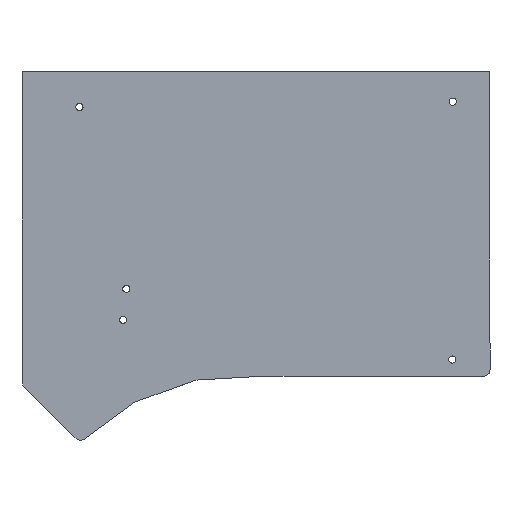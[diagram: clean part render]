
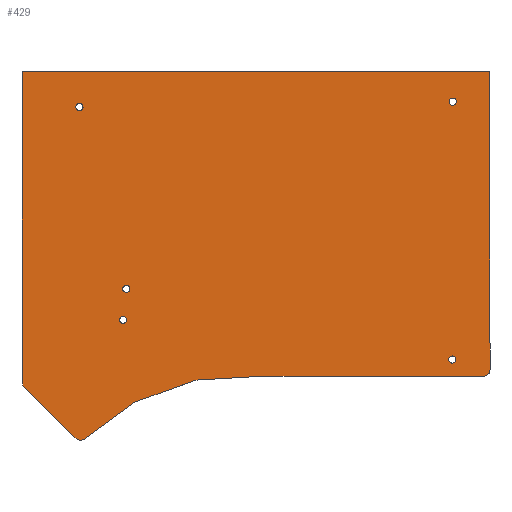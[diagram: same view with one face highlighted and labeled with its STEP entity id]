
A CAD part, top view. The second image highlights one B-rep face of the part: STEP entity #429.
In plain terms, the highlighted planar face has unit normal (0, 0, 1).
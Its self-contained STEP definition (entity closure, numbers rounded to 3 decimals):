
#32=CARTESIAN_POINT('',(183.274,-76.407,-4.98));
#33=VERTEX_POINT('',#32);
#42=CARTESIAN_POINT('',(181.274,-76.407,-4.98));
#43=VERTEX_POINT('',#42);
#44=CARTESIAN_POINT('',(182.274,-76.407,-4.98));
#45=DIRECTION('',(0.,-0.,1.));
#46=DIRECTION('',(-1.,0.,0.));
#47=AXIS2_PLACEMENT_3D('',#44,#45,#46);
#48=CIRCLE('',#47,1.);
#49=EDGE_CURVE('',#33,#43,#48,.T.);
#51=CARTESIAN_POINT('',(182.274,-76.407,-4.98));
#52=DIRECTION('',(0.,-0.,1.));
#53=DIRECTION('',(-1.,0.,0.));
#54=AXIS2_PLACEMENT_3D('',#51,#52,#53);
#55=CIRCLE('',#54,1.);
#56=EDGE_CURVE('',#43,#33,#55,.T.);
#83=CARTESIAN_POINT('',(171.172,-17.5,-4.98));
#84=VERTEX_POINT('',#83);
#93=CARTESIAN_POINT('',(169.172,-17.5,-4.98));
#94=VERTEX_POINT('',#93);
#95=CARTESIAN_POINT('',(170.172,-17.5,-4.98));
#96=DIRECTION('',(-0.,0.,-1.));
#97=DIRECTION('',(-1.,0.,0.));
#98=AXIS2_PLACEMENT_3D('',#95,#96,#97);
#99=CIRCLE('',#98,1.);
#100=EDGE_CURVE('',#94,#84,#99,.T.);
#102=CARTESIAN_POINT('',(170.172,-17.5,-4.98));
#103=DIRECTION('',(-0.,0.,-1.));
#104=DIRECTION('',(-1.,0.,0.));
#105=AXIS2_PLACEMENT_3D('',#102,#103,#104);
#106=CIRCLE('',#105,1.);
#107=EDGE_CURVE('',#84,#94,#106,.T.);
#125=CARTESIAN_POINT('',(274.393,-87.402,-4.98));
#126=VERTEX_POINT('',#125);
#135=CARTESIAN_POINT('',(272.393,-87.402,-4.98));
#136=VERTEX_POINT('',#135);
#137=CARTESIAN_POINT('',(273.393,-87.402,-4.98));
#138=DIRECTION('',(-0.,0.,-1.));
#139=DIRECTION('',(-1.,0.,0.));
#140=AXIS2_PLACEMENT_3D('',#137,#138,#139);
#141=CIRCLE('',#140,1.);
#142=EDGE_CURVE('',#136,#126,#141,.T.);
#144=CARTESIAN_POINT('',(273.393,-87.402,-4.98));
#145=DIRECTION('',(-0.,0.,-1.));
#146=DIRECTION('',(-1.,0.,0.));
#147=AXIS2_PLACEMENT_3D('',#144,#145,#146);
#148=CIRCLE('',#147,1.);
#149=EDGE_CURVE('',#126,#136,#148,.T.);
#176=CARTESIAN_POINT('',(274.5,-16.,-4.98));
#177=VERTEX_POINT('',#176);
#186=CARTESIAN_POINT('',(272.5,-16.,-4.98));
#187=VERTEX_POINT('',#186);
#188=CARTESIAN_POINT('',(273.5,-16.,-4.98));
#189=DIRECTION('',(-0.,0.,-1.));
#190=DIRECTION('',(-1.,0.,0.));
#191=AXIS2_PLACEMENT_3D('',#188,#189,#190);
#192=CIRCLE('',#191,1.);
#193=EDGE_CURVE('',#187,#177,#192,.T.);
#195=CARTESIAN_POINT('',(273.5,-16.,-4.98));
#196=DIRECTION('',(-0.,0.,-1.));
#197=DIRECTION('',(-1.,0.,0.));
#198=AXIS2_PLACEMENT_3D('',#195,#196,#197);
#199=CIRCLE('',#198,1.);
#200=EDGE_CURVE('',#177,#187,#199,.T.);
#213=CARTESIAN_POINT('',(0.,0.,-4.98));
#214=DIRECTION('',(-0.,0.,-1.));
#215=DIRECTION('',(-1.,0.,0.));
#216=AXIS2_PLACEMENT_3D('',#213,#214,#215);
#217=PLANE('',#216);
#218=CARTESIAN_POINT('',(184.154,-67.817,-4.98));
#219=VERTEX_POINT('',#218);
#220=CARTESIAN_POINT('',(182.154,-67.817,-4.98));
#221=VERTEX_POINT('',#220);
#222=CARTESIAN_POINT('',(183.154,-67.817,-4.98));
#223=DIRECTION('',(0.,-0.,1.));
#224=DIRECTION('',(-1.,0.,0.));
#225=AXIS2_PLACEMENT_3D('',#222,#223,#224);
#226=CIRCLE('',#225,1.);
#227=EDGE_CURVE('',#219,#221,#226,.T.);
#228=ORIENTED_EDGE('',*,*,#227,.F.);
#229=CARTESIAN_POINT('',(183.154,-67.817,-4.98));
#230=DIRECTION('',(0.,-0.,1.));
#231=DIRECTION('',(-1.,0.,0.));
#232=AXIS2_PLACEMENT_3D('',#229,#230,#231);
#233=CIRCLE('',#232,1.);
#234=EDGE_CURVE('',#221,#219,#233,.T.);
#235=ORIENTED_EDGE('',*,*,#234,.F.);
#236=EDGE_LOOP('',(#228,#235));
#237=FACE_BOUND('',#236,.T.);
#238=ORIENTED_EDGE('',*,*,#49,.F.);
#239=ORIENTED_EDGE('',*,*,#56,.F.);
#240=EDGE_LOOP('',(#238,#239));
#241=FACE_BOUND('',#240,.T.);
#242=ORIENTED_EDGE('',*,*,#193,.T.);
#243=ORIENTED_EDGE('',*,*,#200,.T.);
#244=EDGE_LOOP('',(#242,#243));
#245=FACE_BOUND('',#244,.T.);
#246=ORIENTED_EDGE('',*,*,#100,.T.);
#247=ORIENTED_EDGE('',*,*,#107,.T.);
#248=EDGE_LOOP('',(#246,#247));
#249=FACE_BOUND('',#248,.T.);
#250=ORIENTED_EDGE('',*,*,#142,.T.);
#251=ORIENTED_EDGE('',*,*,#149,.T.);
#252=EDGE_LOOP('',(#250,#251));
#253=FACE_BOUND('',#252,.T.);
#254=CARTESIAN_POINT('',(283.82,-8.016,-4.98));
#255=VERTEX_POINT('',#254);
#256=CARTESIAN_POINT('',(283.82,-80.071,-4.98));
#257=VERTEX_POINT('',#256);
#258=CARTESIAN_POINT('',(283.82,-8.016,-4.98));
#259=DIRECTION('',(0.,-1.,0.));
#260=VECTOR('',#259,72.055);
#261=LINE('',#258,#260);
#262=EDGE_CURVE('',#255,#257,#261,.T.);
#263=ORIENTED_EDGE('',*,*,#262,.F.);
#264=CARTESIAN_POINT('',(283.52,-7.716,-4.98));
#265=VERTEX_POINT('',#264);
#266=CARTESIAN_POINT('',(283.52,-8.016,-4.98));
#267=DIRECTION('',(-0.,0.,-1.));
#268=DIRECTION('',(-1.,0.,0.));
#269=AXIS2_PLACEMENT_3D('',#266,#267,#268);
#270=CIRCLE('',#269,0.3);
#271=EDGE_CURVE('',#265,#255,#270,.T.);
#272=ORIENTED_EDGE('',*,*,#271,.F.);
#273=CARTESIAN_POINT('',(154.572,-7.716,-4.98));
#274=VERTEX_POINT('',#273);
#275=CARTESIAN_POINT('',(154.572,-7.716,-4.98));
#276=DIRECTION('',(1.,0.,-0.));
#277=VECTOR('',#276,128.948);
#278=LINE('',#275,#277);
#279=EDGE_CURVE('',#274,#265,#278,.T.);
#280=ORIENTED_EDGE('',*,*,#279,.F.);
#281=CARTESIAN_POINT('',(154.272,-8.016,-4.98));
#282=VERTEX_POINT('',#281);
#283=CARTESIAN_POINT('',(154.572,-8.016,-4.98));
#284=DIRECTION('',(-0.,0.,-1.));
#285=DIRECTION('',(-1.,0.,0.));
#286=AXIS2_PLACEMENT_3D('',#283,#284,#285);
#287=CIRCLE('',#286,0.3);
#288=EDGE_CURVE('',#282,#274,#287,.T.);
#289=ORIENTED_EDGE('',*,*,#288,.F.);
#290=CARTESIAN_POINT('',(154.272,-93.4,-4.98));
#291=VERTEX_POINT('',#290);
#292=CARTESIAN_POINT('',(154.272,-93.4,-4.98));
#293=DIRECTION('',(0.,1.,0.));
#294=VECTOR('',#293,85.384);
#295=LINE('',#292,#294);
#296=EDGE_CURVE('',#291,#282,#295,.T.);
#297=ORIENTED_EDGE('',*,*,#296,.F.);
#298=CARTESIAN_POINT('',(154.963,-95.063,-4.98));
#299=VERTEX_POINT('',#298);
#300=CARTESIAN_POINT('',(156.616,-93.4,-4.98));
#301=DIRECTION('',(-0.,0.,-1.));
#302=DIRECTION('',(-1.,0.,0.));
#303=AXIS2_PLACEMENT_3D('',#300,#301,#302);
#304=CIRCLE('',#303,2.345);
#305=EDGE_CURVE('',#299,#291,#304,.T.);
#306=ORIENTED_EDGE('',*,*,#305,.F.);
#307=CARTESIAN_POINT('',(168.858,-108.878,-4.98));
#308=VERTEX_POINT('',#307);
#309=CARTESIAN_POINT('',(168.858,-108.878,-4.98));
#310=DIRECTION('',(-0.709,0.705,0.));
#311=VECTOR('',#310,19.594);
#312=LINE('',#309,#311);
#313=EDGE_CURVE('',#308,#299,#312,.T.);
#314=ORIENTED_EDGE('',*,*,#313,.F.);
#315=CARTESIAN_POINT('',(169.379,-109.378,-4.98));
#316=VERTEX_POINT('',#315);
#317=CARTESIAN_POINT('',(169.379,-109.378,-4.98));
#318=DIRECTION('',(-0.721,0.693,0.));
#319=VECTOR('',#318,0.722);
#320=LINE('',#317,#319);
#321=EDGE_CURVE('',#316,#308,#320,.T.);
#322=ORIENTED_EDGE('',*,*,#321,.F.);
#323=CARTESIAN_POINT('',(171.031,-109.642,-4.98));
#324=VERTEX_POINT('',#323);
#325=CARTESIAN_POINT('',(170.443,-108.018,-4.98));
#326=DIRECTION('',(-0.,0.,-1.));
#327=DIRECTION('',(-1.,0.,0.));
#328=AXIS2_PLACEMENT_3D('',#325,#326,#327);
#329=CIRCLE('',#328,1.727);
#330=EDGE_CURVE('',#324,#316,#329,.T.);
#331=ORIENTED_EDGE('',*,*,#330,.F.);
#332=CARTESIAN_POINT('',(171.233,-109.553,-4.98));
#333=VERTEX_POINT('',#332);
#334=CARTESIAN_POINT('',(171.233,-109.553,-4.98));
#335=DIRECTION('',(-0.915,-0.402,0.));
#336=VECTOR('',#335,0.22);
#337=LINE('',#334,#336);
#338=EDGE_CURVE('',#333,#324,#337,.T.);
#339=ORIENTED_EDGE('',*,*,#338,.F.);
#340=CARTESIAN_POINT('',(171.479,-109.4,-4.98));
#341=VERTEX_POINT('',#340);
#342=CARTESIAN_POINT('',(171.479,-109.4,-4.98));
#343=DIRECTION('',(-0.849,-0.529,0.));
#344=VECTOR('',#343,0.291);
#345=LINE('',#342,#344);
#346=EDGE_CURVE('',#341,#333,#345,.T.);
#347=ORIENTED_EDGE('',*,*,#346,.F.);
#348=CARTESIAN_POINT('',(185.5,-99.195,-4.98));
#349=VERTEX_POINT('',#348);
#350=CARTESIAN_POINT('',(185.5,-99.195,-4.98));
#351=DIRECTION('',(-0.809,-0.588,0.));
#352=VECTOR('',#351,17.341);
#353=LINE('',#350,#352);
#354=EDGE_CURVE('',#349,#341,#353,.T.);
#355=ORIENTED_EDGE('',*,*,#354,.F.);
#356=CARTESIAN_POINT('',(201.701,-93.327,-4.98));
#357=VERTEX_POINT('',#356);
#358=CARTESIAN_POINT('',(201.701,-93.327,-4.98));
#359=DIRECTION('',(-0.94,-0.341,0.));
#360=VECTOR('',#359,17.231);
#361=LINE('',#358,#360);
#362=EDGE_CURVE('',#357,#349,#361,.T.);
#363=ORIENTED_EDGE('',*,*,#362,.F.);
#364=CARTESIAN_POINT('',(202.046,-93.202,-4.98));
#365=VERTEX_POINT('',#364);
#366=CARTESIAN_POINT('',(202.046,-93.202,-4.98));
#367=DIRECTION('',(-0.941,-0.34,0.));
#368=VECTOR('',#367,0.367);
#369=LINE('',#366,#368);
#370=EDGE_CURVE('',#365,#357,#369,.T.);
#371=ORIENTED_EDGE('',*,*,#370,.F.);
#372=CARTESIAN_POINT('',(202.4,-93.114,-4.98));
#373=VERTEX_POINT('',#372);
#374=CARTESIAN_POINT('',(202.4,-93.114,-4.98));
#375=DIRECTION('',(-0.97,-0.242,0.));
#376=VECTOR('',#375,0.365);
#377=LINE('',#374,#376);
#378=EDGE_CURVE('',#373,#365,#377,.T.);
#379=ORIENTED_EDGE('',*,*,#378,.F.);
#380=CARTESIAN_POINT('',(202.762,-93.062,-4.98));
#381=VERTEX_POINT('',#380);
#382=CARTESIAN_POINT('',(202.762,-93.062,-4.98));
#383=DIRECTION('',(-0.99,-0.142,0.));
#384=VECTOR('',#383,0.365);
#385=LINE('',#382,#384);
#386=EDGE_CURVE('',#381,#373,#385,.T.);
#387=ORIENTED_EDGE('',*,*,#386,.F.);
#388=CARTESIAN_POINT('',(220.145,-92.05,-4.98));
#389=VERTEX_POINT('',#388);
#390=CARTESIAN_POINT('',(220.145,-92.05,-4.98));
#391=DIRECTION('',(-0.998,-0.058,0.));
#392=VECTOR('',#391,17.413);
#393=LINE('',#390,#392);
#394=EDGE_CURVE('',#389,#381,#393,.T.);
#395=ORIENTED_EDGE('',*,*,#394,.F.);
#396=CARTESIAN_POINT('',(281.961,-92.05,-4.98));
#397=VERTEX_POINT('',#396);
#398=CARTESIAN_POINT('',(281.961,-92.05,-4.98));
#399=DIRECTION('',(-1.,0.,0.));
#400=VECTOR('',#399,61.816);
#401=LINE('',#398,#400);
#402=EDGE_CURVE('',#397,#389,#401,.T.);
#403=ORIENTED_EDGE('',*,*,#402,.F.);
#404=CARTESIAN_POINT('',(283.822,-90.189,-4.98));
#405=VERTEX_POINT('',#404);
#406=CARTESIAN_POINT('',(281.961,-90.189,-4.98));
#407=DIRECTION('',(-0.,0.,-1.));
#408=DIRECTION('',(-1.,0.,0.));
#409=AXIS2_PLACEMENT_3D('',#406,#407,#408);
#410=CIRCLE('',#409,1.861);
#411=EDGE_CURVE('',#405,#397,#410,.T.);
#412=ORIENTED_EDGE('',*,*,#411,.F.);
#413=CARTESIAN_POINT('',(283.822,-83.038,-4.98));
#414=VERTEX_POINT('',#413);
#415=CARTESIAN_POINT('',(283.822,-83.038,-4.98));
#416=DIRECTION('',(0.,-1.,0.));
#417=VECTOR('',#416,7.151);
#418=LINE('',#415,#417);
#419=EDGE_CURVE('',#414,#405,#418,.T.);
#420=ORIENTED_EDGE('',*,*,#419,.F.);
#421=CARTESIAN_POINT('',(283.82,-80.071,-4.98));
#422=DIRECTION('',(0.001,-1.,-0.));
#423=VECTOR('',#422,2.967);
#424=LINE('',#421,#423);
#425=EDGE_CURVE('',#257,#414,#424,.T.);
#426=ORIENTED_EDGE('',*,*,#425,.F.);
#427=EDGE_LOOP('',(#263,#272,#280,#289,#297,#306,#314,#322,#331,#339,#347,#355,#363,#371,#379,#387,#395,#403,#412,#420,#426));
#428=FACE_BOUND('',#427,.T.);
#429=ADVANCED_FACE('',(#237,#241,#245,#249,#253,#428),#217,.F.);
